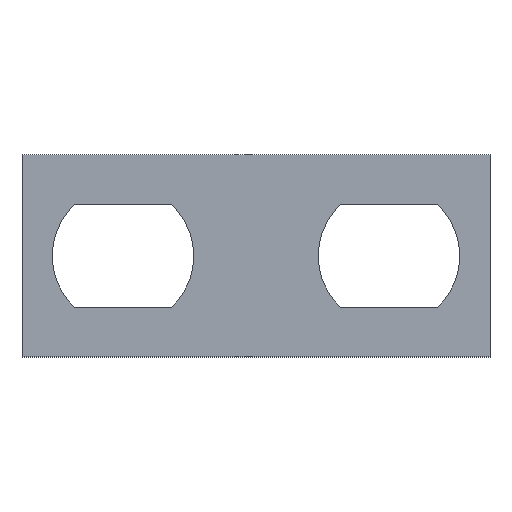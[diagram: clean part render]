
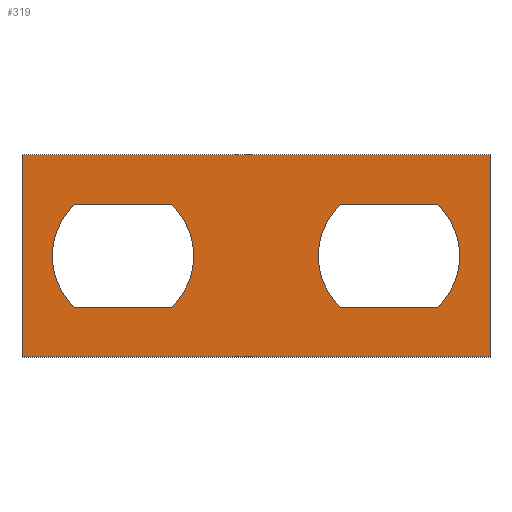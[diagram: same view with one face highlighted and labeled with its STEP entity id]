
A CAD part, top view. The second image highlights one B-rep face of the part: STEP entity #319.
In plain terms, the highlighted planar face has unit normal (0, 0, 1).
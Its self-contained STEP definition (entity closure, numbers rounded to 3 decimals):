
#230=AXIS2_PLACEMENT_3D('Plane Axis2P3D',#227,#228,#229) ;
#254=AXIS2_PLACEMENT_3D('Circle Axis2P3D',#252,#253,$) ;
#268=AXIS2_PLACEMENT_3D('Circle Axis2P3D',#266,#267,$) ;
#275=AXIS2_PLACEMENT_3D('Circle Axis2P3D',#273,#274,$) ;
#287=AXIS2_PLACEMENT_3D('Circle Axis2P3D',#285,#286,$) ;
#303=AXIS2_PLACEMENT_3D('Circle Axis2P3D',#301,#302,$) ;
#43=CARTESIAN_POINT('Vertex',(0.,0.,1.)) ;
#57=CARTESIAN_POINT('Vertex',(13.9,0.,1.)) ;
#60=CARTESIAN_POINT('Line Origine',(6.95,0.,1.)) ;
#83=CARTESIAN_POINT('Vertex',(0.,6.,1.)) ;
#91=CARTESIAN_POINT('Line Origine',(0.,3.,1.)) ;
#212=CARTESIAN_POINT('Vertex',(13.9,6.,1.)) ;
#215=CARTESIAN_POINT('Line Origine',(13.9,3.,1.)) ;
#227=CARTESIAN_POINT('Axis2P3D Location',(0.,0.,1.)) ;
#232=CARTESIAN_POINT('Line Origine',(6.95,6.,1.)) ;
#243=CARTESIAN_POINT('Line Origine',(3.,1.475,1.)) ;
#247=CARTESIAN_POINT('Vertex',(1.556,1.475,1.)) ;
#249=CARTESIAN_POINT('Vertex',(4.444,1.475,1.)) ;
#252=CARTESIAN_POINT('Axis2P3D Location',(3.,3.,1.)) ;
#256=CARTESIAN_POINT('Vertex',(1.556,4.525,1.)) ;
#259=CARTESIAN_POINT('Line Origine',(3.,4.525,1.)) ;
#263=CARTESIAN_POINT('Vertex',(4.444,4.525,1.)) ;
#266=CARTESIAN_POINT('Axis2P3D Location',(3.,3.,1.)) ;
#270=CARTESIAN_POINT('Vertex',(5.1,3.,1.)) ;
#273=CARTESIAN_POINT('Axis2P3D Location',(3.,3.,1.)) ;
#285=CARTESIAN_POINT('Axis2P3D Location',(10.9,3.,1.)) ;
#289=CARTESIAN_POINT('Vertex',(12.344,1.475,1.)) ;
#291=CARTESIAN_POINT('Vertex',(12.344,4.525,1.)) ;
#294=CARTESIAN_POINT('Line Origine',(10.9,1.475,1.)) ;
#298=CARTESIAN_POINT('Vertex',(9.456,1.475,1.)) ;
#301=CARTESIAN_POINT('Axis2P3D Location',(10.9,3.,1.)) ;
#305=CARTESIAN_POINT('Vertex',(9.456,4.525,1.)) ;
#308=CARTESIAN_POINT('Line Origine',(10.9,4.525,1.)) ;
#61=DIRECTION('Vector Direction',(1.,0.,0.)) ;
#92=DIRECTION('Vector Direction',(0.,-1.,0.)) ;
#216=DIRECTION('Vector Direction',(0.,1.,0.)) ;
#228=DIRECTION('Axis2P3D Direction',(0.,0.,1.)) ;
#229=DIRECTION('Axis2P3D XDirection',(1.,0.,0.)) ;
#233=DIRECTION('Vector Direction',(-1.,0.,0.)) ;
#244=DIRECTION('Vector Direction',(1.,0.,0.)) ;
#253=DIRECTION('Axis2P3D Direction',(0.,0.,1.)) ;
#260=DIRECTION('Vector Direction',(1.,0.,0.)) ;
#267=DIRECTION('Axis2P3D Direction',(0.,0.,1.)) ;
#274=DIRECTION('Axis2P3D Direction',(0.,0.,1.)) ;
#286=DIRECTION('Axis2P3D Direction',(0.,0.,1.)) ;
#295=DIRECTION('Vector Direction',(1.,0.,0.)) ;
#302=DIRECTION('Axis2P3D Direction',(0.,0.,1.)) ;
#309=DIRECTION('Vector Direction',(1.,0.,0.)) ;
#62=VECTOR('Line Direction',#61,1.) ;
#93=VECTOR('Line Direction',#92,1.) ;
#217=VECTOR('Line Direction',#216,1.) ;
#234=VECTOR('Line Direction',#233,1.) ;
#245=VECTOR('Line Direction',#244,1.) ;
#261=VECTOR('Line Direction',#260,1.) ;
#296=VECTOR('Line Direction',#295,1.) ;
#310=VECTOR('Line Direction',#309,1.) ;
#238=ORIENTED_EDGE('',*,*,#64,.T.) ;
#239=ORIENTED_EDGE('',*,*,#219,.T.) ;
#240=ORIENTED_EDGE('',*,*,#236,.T.) ;
#241=ORIENTED_EDGE('',*,*,#95,.T.) ;
#279=ORIENTED_EDGE('',*,*,#251,.F.) ;
#280=ORIENTED_EDGE('',*,*,#258,.F.) ;
#281=ORIENTED_EDGE('',*,*,#265,.F.) ;
#282=ORIENTED_EDGE('',*,*,#272,.F.) ;
#283=ORIENTED_EDGE('',*,*,#277,.F.) ;
#314=ORIENTED_EDGE('',*,*,#293,.F.) ;
#315=ORIENTED_EDGE('',*,*,#300,.F.) ;
#316=ORIENTED_EDGE('',*,*,#307,.F.) ;
#317=ORIENTED_EDGE('',*,*,#312,.F.) ;
#284=FACE_BOUND('',#278,.T.) ;
#318=FACE_BOUND('',#313,.T.) ;
#319=ADVANCED_FACE('Body.3',(#242,#284,#318),#231,.T.) ;
#255=CIRCLE('generated circle',#254,2.1) ;
#269=CIRCLE('generated circle',#268,2.1) ;
#276=CIRCLE('generated circle',#275,2.1) ;
#288=CIRCLE('generated circle',#287,2.1) ;
#304=CIRCLE('generated circle',#303,2.1) ;
#64=EDGE_CURVE('',#44,#58,#63,.T.) ;
#95=EDGE_CURVE('',#84,#44,#94,.T.) ;
#219=EDGE_CURVE('',#58,#213,#218,.T.) ;
#236=EDGE_CURVE('',#213,#84,#235,.T.) ;
#251=EDGE_CURVE('',#248,#250,#246,.T.) ;
#258=EDGE_CURVE('',#257,#248,#255,.T.) ;
#265=EDGE_CURVE('',#264,#257,#262,.F.) ;
#272=EDGE_CURVE('',#271,#264,#269,.T.) ;
#277=EDGE_CURVE('',#250,#271,#276,.T.) ;
#293=EDGE_CURVE('',#290,#292,#288,.T.) ;
#300=EDGE_CURVE('',#299,#290,#297,.T.) ;
#307=EDGE_CURVE('',#306,#299,#304,.T.) ;
#312=EDGE_CURVE('',#292,#306,#311,.F.) ;
#237=EDGE_LOOP('',(#238,#239,#240,#241)) ;
#278=EDGE_LOOP('',(#279,#280,#281,#282,#283)) ;
#313=EDGE_LOOP('',(#314,#315,#316,#317)) ;
#242=FACE_OUTER_BOUND('',#237,.T.) ;
#63=LINE('Line',#60,#62) ;
#94=LINE('Line',#91,#93) ;
#218=LINE('Line',#215,#217) ;
#235=LINE('Line',#232,#234) ;
#246=LINE('Line',#243,#245) ;
#262=LINE('Line',#259,#261) ;
#297=LINE('Line',#294,#296) ;
#311=LINE('Line',#308,#310) ;
#231=PLANE('',#230) ;
#44=VERTEX_POINT('',#43) ;
#58=VERTEX_POINT('',#57) ;
#84=VERTEX_POINT('',#83) ;
#213=VERTEX_POINT('',#212) ;
#248=VERTEX_POINT('',#247) ;
#250=VERTEX_POINT('',#249) ;
#257=VERTEX_POINT('',#256) ;
#264=VERTEX_POINT('',#263) ;
#271=VERTEX_POINT('',#270) ;
#290=VERTEX_POINT('',#289) ;
#292=VERTEX_POINT('',#291) ;
#299=VERTEX_POINT('',#298) ;
#306=VERTEX_POINT('',#305) ;
